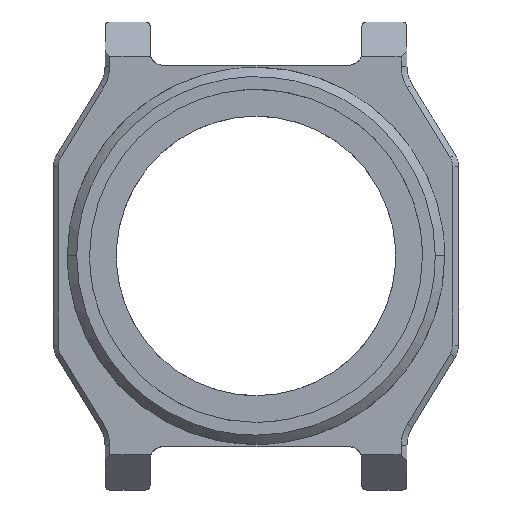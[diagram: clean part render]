
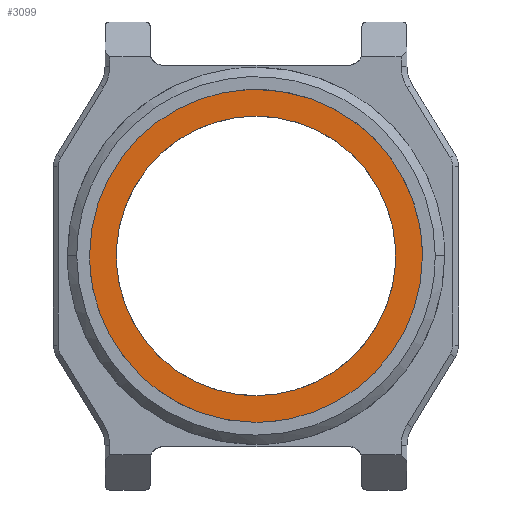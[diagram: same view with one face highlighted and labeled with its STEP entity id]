
A CAD part, top view. The second image highlights one B-rep face of the part: STEP entity #3099.
In plain terms, the highlighted free-form (B-spline) face has degree [1, 1] with [2, 2] control points.
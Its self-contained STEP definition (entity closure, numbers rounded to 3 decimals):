
#3099 = ADVANCED_FACE('',(#3100,#3128),#3150,.T.);
#3100 = FACE_BOUND('',#3101,.T.);
#3101 = EDGE_LOOP('',(#3102,#3112,#3122));
#3102 = ORIENTED_EDGE('',*,*,#3103,.F.);
#3103 = EDGE_CURVE('',#3104,#3106,#3108,.T.);
#3104 = VERTEX_POINT('',#3105);
#3105 = CARTESIAN_POINT('',(47.309,0.,
    8.971));
#3106 = VERTEX_POINT('',#3107);
#3107 = CARTESIAN_POINT('',(68.,20.691,
    8.971));
#3108 = ( BOUNDED_CURVE() B_SPLINE_CURVE(2,(#3109,#3110,#3111),
.UNSPECIFIED.,.F.,.F.) B_SPLINE_CURVE_WITH_KNOTS((3,3),(1.571,
3.142),.PIECEWISE_BEZIER_KNOTS.) CURVE() 
GEOMETRIC_REPRESENTATION_ITEM() RATIONAL_B_SPLINE_CURVE((1.,
0.707,1.)) REPRESENTATION_ITEM('') );
#3109 = CARTESIAN_POINT('',(47.309,0.,
    8.971));
#3110 = CARTESIAN_POINT('',(47.309,20.691,
    8.971));
#3111 = CARTESIAN_POINT('',(68.,20.691,
    8.971));
#3112 = ORIENTED_EDGE('',*,*,#3113,.F.);
#3113 = EDGE_CURVE('',#3114,#3104,#3116,.T.);
#3114 = VERTEX_POINT('',#3115);
#3115 = CARTESIAN_POINT('',(88.69,0.,
    8.971));
#3116 = ( BOUNDED_CURVE() B_SPLINE_CURVE(2,(#3117,#3118,#3119,#3120,
#3121),.UNSPECIFIED.,.F.,.F.) B_SPLINE_CURVE_WITH_KNOTS((3,2,3),(
    4.712,6.283,7.854),
.PIECEWISE_BEZIER_KNOTS.) CURVE() GEOMETRIC_REPRESENTATION_ITEM() 
RATIONAL_B_SPLINE_CURVE((1.,0.707,1.,0.707,1.)) 
REPRESENTATION_ITEM('') );
#3117 = CARTESIAN_POINT('',(88.69,0.,
    8.971));
#3118 = CARTESIAN_POINT('',(88.69,-20.691,
    8.971));
#3119 = CARTESIAN_POINT('',(68.,-20.691,
    8.971));
#3120 = CARTESIAN_POINT('',(47.309,-20.691,
    8.971));
#3121 = CARTESIAN_POINT('',(47.309,0.,
    8.971));
#3122 = ORIENTED_EDGE('',*,*,#3123,.F.);
#3123 = EDGE_CURVE('',#3106,#3114,#3124,.T.);
#3124 = ( BOUNDED_CURVE() B_SPLINE_CURVE(2,(#3125,#3126,#3127),
.UNSPECIFIED.,.F.,.F.) B_SPLINE_CURVE_WITH_KNOTS((3,3),(3.142,
4.712),.PIECEWISE_BEZIER_KNOTS.) CURVE() 
GEOMETRIC_REPRESENTATION_ITEM() RATIONAL_B_SPLINE_CURVE((1.,
0.707,1.)) REPRESENTATION_ITEM('') );
#3125 = CARTESIAN_POINT('',(68.,20.691,
    8.971));
#3126 = CARTESIAN_POINT('',(88.69,20.691,
    8.971));
#3127 = CARTESIAN_POINT('',(88.69,0.,
    8.971));
#3128 = FACE_BOUND('',#3129,.T.);
#3129 = EDGE_LOOP('',(#3130,#3142));
#3130 = ORIENTED_EDGE('',*,*,#3131,.F.);
#3131 = EDGE_CURVE('',#3132,#3134,#3136,.T.);
#3132 = VERTEX_POINT('',#3133);
#3133 = CARTESIAN_POINT('',(68.,-17.363,
    8.971));
#3134 = VERTEX_POINT('',#3135);
#3135 = CARTESIAN_POINT('',(68.,17.363,
    8.971));
#3136 = ( BOUNDED_CURVE() B_SPLINE_CURVE(2,(#3137,#3138,#3139,#3140,
#3141),.UNSPECIFIED.,.F.,.F.) B_SPLINE_CURVE_WITH_KNOTS((3,2,3),(
    3.142,4.712,6.283),
.PIECEWISE_BEZIER_KNOTS.) CURVE() GEOMETRIC_REPRESENTATION_ITEM() 
RATIONAL_B_SPLINE_CURVE((1.,0.707,1.,0.707,1.)) 
REPRESENTATION_ITEM('') );
#3137 = CARTESIAN_POINT('',(68.,-17.363,
    8.971));
#3138 = CARTESIAN_POINT('',(85.363,-17.363,
    8.971));
#3139 = CARTESIAN_POINT('',(85.363,0.,
    8.971));
#3140 = CARTESIAN_POINT('',(85.363,17.363,
    8.971));
#3141 = CARTESIAN_POINT('',(68.,17.363,
    8.971));
#3142 = ORIENTED_EDGE('',*,*,#3143,.F.);
#3143 = EDGE_CURVE('',#3134,#3132,#3144,.T.);
#3144 = ( BOUNDED_CURVE() B_SPLINE_CURVE(2,(#3145,#3146,#3147,#3148,
#3149),.UNSPECIFIED.,.F.,.F.) B_SPLINE_CURVE_WITH_KNOTS((3,2,3),(0.,
1.571,3.142),.PIECEWISE_BEZIER_KNOTS.) CURVE() 
GEOMETRIC_REPRESENTATION_ITEM() RATIONAL_B_SPLINE_CURVE((1.,
0.707,1.,0.707,1.)) REPRESENTATION_ITEM('') );
#3145 = CARTESIAN_POINT('',(68.,17.363,
    8.971));
#3146 = CARTESIAN_POINT('',(50.637,17.363,
    8.971));
#3147 = CARTESIAN_POINT('',(50.637,0.,
    8.971));
#3148 = CARTESIAN_POINT('',(50.637,-17.363,
    8.971));
#3149 = CARTESIAN_POINT('',(68.,-17.363,
    8.971));
#3150 = B_SPLINE_SURFACE_WITH_KNOTS('',1,1,(
    (#3151,#3152)
    ,(#3153,#3154
    )),.UNSPECIFIED.,.F.,.F.,.F.,(2,2),(2,2),(31.572,
    60.172),(-14.3,14.3),.PIECEWISE_BEZIER_KNOTS.);
#3151 = CARTESIAN_POINT('',(47.309,-20.691,
    8.971));
#3152 = CARTESIAN_POINT('',(47.309,20.691,
    8.971));
#3153 = CARTESIAN_POINT('',(88.69,-20.691,
    8.971));
#3154 = CARTESIAN_POINT('',(88.69,20.691,
    8.971));
